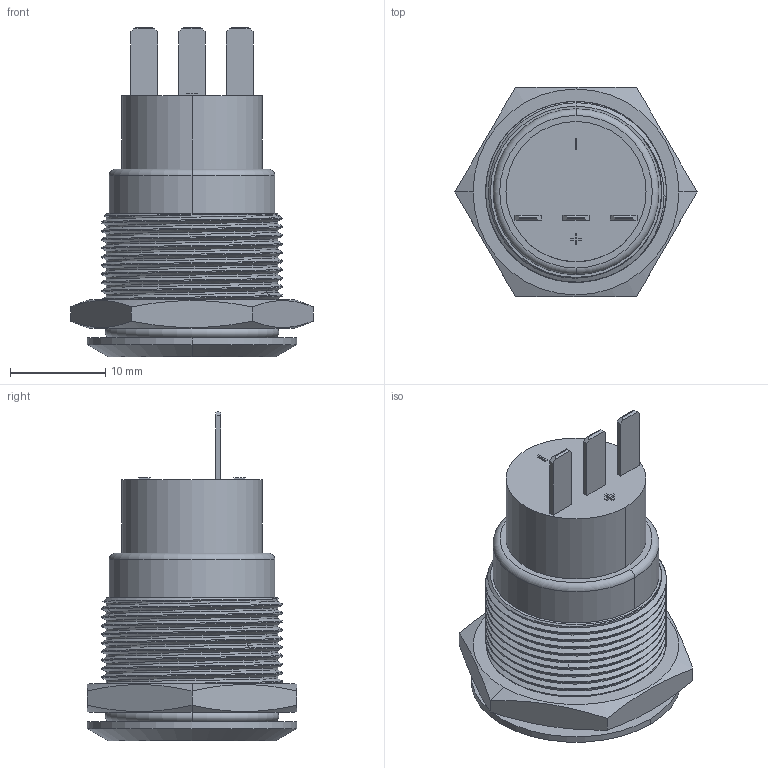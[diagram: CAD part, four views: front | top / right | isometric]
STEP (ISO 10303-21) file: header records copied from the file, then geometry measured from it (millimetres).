
FILE_DESCRIPTION((''),'2;1');
FILE_NAME('C-2213763-3','2016-02-15T',('workeradm'),('Tyco Electronics Ltd.'),'CREO PARAMETRIC BY PTC INC, 2015200','CREO PARAMETRIC BY PTC INC, 2015200','');
FILE_SCHEMA(('AUTOMOTIVE_DESIGN { 1 0 10303 214 1 1 1 1 }'));
Length unit declared in the file: millimetre
Products named in the file (1): C-2213763-3
Bounding box: 25.4 x 22 x 34.6 mm (x, y, z)
Volume: 6996.8 mm3; surface area: 3003 mm2
Topology: 1 solids, 1 shells, 111 faces, 280 edges, 182 vertices
Faces by surface type: plane 59, cylinder 26, bspline 12, cone 10, torus 4
Entity records: 9153 total; most frequent: CARTESIAN_POINT 6575, ORIENTED_EDGE 560, DIRECTION 450, EDGE_CURVE 280, VERTEX_POINT 182, VECTOR 170, LINE 170, AXIS2_PLACEMENT_3D 140
